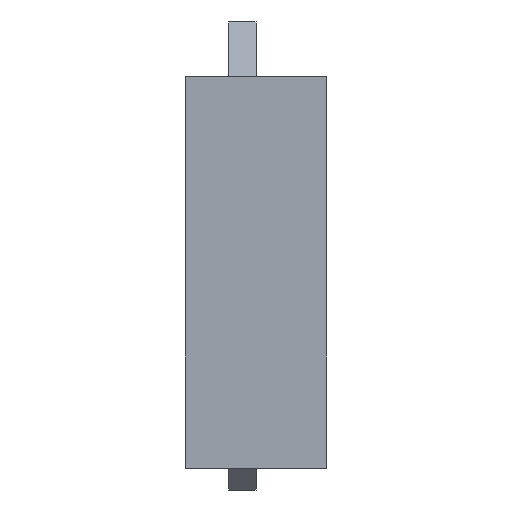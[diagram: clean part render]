
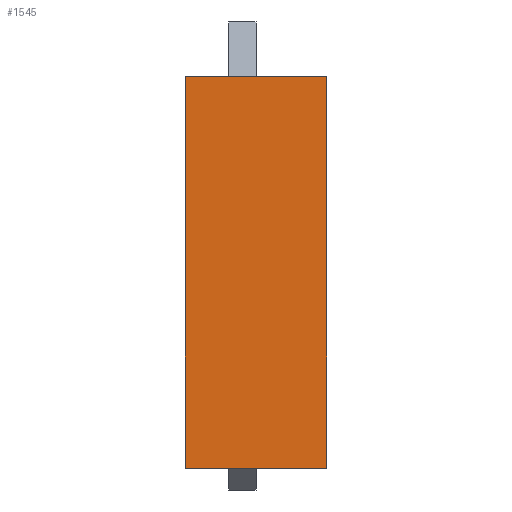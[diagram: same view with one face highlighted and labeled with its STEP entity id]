
A CAD part, left-side view. The second image highlights one B-rep face of the part: STEP entity #1545.
In plain terms, the highlighted planar face has unit normal (-1, 0, 0).
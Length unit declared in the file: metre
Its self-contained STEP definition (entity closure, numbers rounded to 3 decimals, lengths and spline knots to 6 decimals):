
#412=ORIENTED_EDGE('',*,*,#636,.F.);
#413=ORIENTED_EDGE('',*,*,#671,.T.);
#414=ORIENTED_EDGE('',*,*,#675,.T.);
#415=ORIENTED_EDGE('',*,*,#676,.F.);
#636=EDGE_CURVE('',#816,#817,#994,.T.);
#671=EDGE_CURVE('',#816,#828,#1029,.T.);
#675=EDGE_CURVE('',#828,#829,#1033,.T.);
#676=EDGE_CURVE('',#817,#829,#1034,.T.);
#816=VERTEX_POINT('',#2383);
#817=VERTEX_POINT('',#2385);
#828=VERTEX_POINT('',#2450);
#829=VERTEX_POINT('',#2456);
#994=LINE('',#2384,#1206);
#1029=LINE('',#2451,#1241);
#1033=LINE('',#2457,#1245);
#1034=LINE('',#2459,#1246);
#1206=VECTOR('',#1919,1.);
#1241=VECTOR('',#1994,1.);
#1245=VECTOR('',#2000,1.);
#1246=VECTOR('',#2003,1.);
#1319=EDGE_LOOP('',(#412,#413,#414,#415));
#1397=FACE_BOUND('',#1319,.T.);
#1470=PLANE('',#1642);
#1545=ADVANCED_FACE('',(#1397),#1470,.T.);
#1642=AXIS2_PLACEMENT_3D('',#2460,#2004,#2005);
#1919=DIRECTION('',(0.,-1.,0.));
#1994=DIRECTION('',(0.,0.,-1.));
#2000=DIRECTION('',(0.,-1.,0.));
#2003=DIRECTION('',(0.,0.,-1.));
#2004=DIRECTION('',(-1.,0.,0.));
#2005=DIRECTION('',(0.,-1.,0.));
#2383=CARTESIAN_POINT('',(-0.115,0.004,0.038));
#2384=CARTESIAN_POINT('',(-0.115,-0.0025,0.038));
#2385=CARTESIAN_POINT('',(-0.115,-0.009,0.038));
#2450=CARTESIAN_POINT('',(-0.115,0.004,0.002));
#2451=CARTESIAN_POINT('',(-0.115,0.004,0.02));
#2456=CARTESIAN_POINT('',(-0.115,-0.009,0.002));
#2457=CARTESIAN_POINT('',(-0.115,-0.0025,0.002));
#2459=CARTESIAN_POINT('',(-0.115,-0.009,0.02));
#2460=CARTESIAN_POINT('',(-0.115,-0.0025,0.019));
